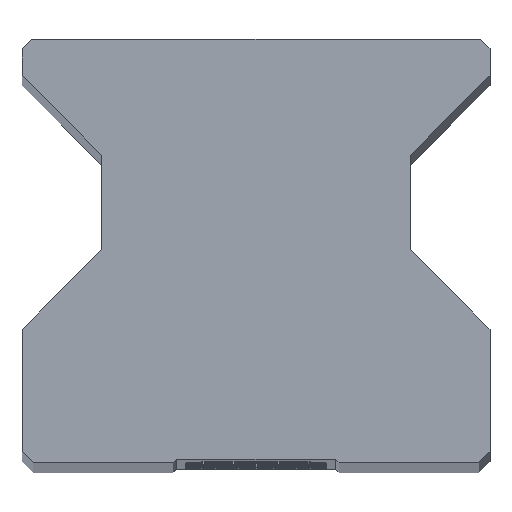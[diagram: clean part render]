
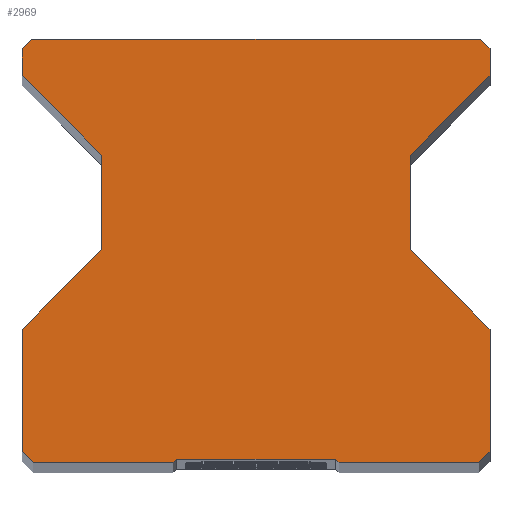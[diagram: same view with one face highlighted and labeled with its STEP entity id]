
A CAD part, top view. The second image highlights one B-rep face of the part: STEP entity #2969.
In plain terms, the highlighted planar face has unit normal (0, 0, 1).
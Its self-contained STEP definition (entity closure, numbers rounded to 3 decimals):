
#23 = CARTESIAN_POINT ( 'NONE',  ( 25.4, 24., 508. ) ) ;
#27 = ORIENTED_EDGE ( 'NONE', *, *, #1729, .F. ) ;
#62 = DIRECTION ( 'NONE',  ( 0.707, -0.707, 0. ) ) ;
#66 = EDGE_CURVE ( 'NONE', #199, #74, #2201, .T. ) ;
#74 = VERTEX_POINT ( 'NONE', #3180 ) ;
#77 = LINE ( 'NONE', #1080, #211 ) ;
#87 = EDGE_CURVE ( 'NONE', #1256, #2618, #3242, .T. ) ;
#125 = DIRECTION ( 'NONE',  ( -0.707, -0.707, 0. ) ) ;
#128 = LINE ( 'NONE', #1697, #1926 ) ;
#140 = LINE ( 'NONE', #1158, #2983 ) ;
#168 = DIRECTION ( 'NONE',  ( 0., 0., 1. ) ) ;
#190 = DIRECTION ( 'NONE',  ( 0., -1., 0. ) ) ;
#199 = VERTEX_POINT ( 'NONE', #2779 ) ;
#203 = VERTEX_POINT ( 'NONE', #2015 ) ;
#211 = VECTOR ( 'NONE', #62, 1000. ) ;
#239 = ORIENTED_EDGE ( 'NONE', *, *, #2518, .F. ) ;
#347 = LINE ( 'NONE', #1582, #2986 ) ;
#353 = VERTEX_POINT ( 'NONE', #1558 ) ;
#359 = VERTEX_POINT ( 'NONE', #1410 ) ;
#380 = CARTESIAN_POINT ( 'NONE',  ( 26.5, 22.9, 508. ) ) ;
#453 = VERTEX_POINT ( 'NONE', #473 ) ;
#473 = CARTESIAN_POINT ( 'NONE',  ( -26.5, 19.852, 508. ) ) ;
#476 = VECTOR ( 'NONE', #936, 1000. ) ;
#541 = DIRECTION ( 'NONE',  ( -0.707, 0.707, 0. ) ) ;
#637 = DIRECTION ( 'NONE',  ( 1., 0., 0. ) ) ;
#657 = LINE ( 'NONE', #2209, #2283 ) ;
#669 = EDGE_CURVE ( 'NONE', #700, #2337, #1929, .T. ) ;
#674 = DIRECTION ( 'NONE',  ( -1., 0., 0. ) ) ;
#689 = DIRECTION ( 'NONE',  ( -1., 0., 0. ) ) ;
#700 = VERTEX_POINT ( 'NONE', #3156 ) ;
#713 = LINE ( 'NONE', #725, #2726 ) ;
#725 = CARTESIAN_POINT ( 'NONE',  ( -26.5, -22.7, 508. ) ) ;
#726 = CARTESIAN_POINT ( 'NONE',  ( -25.4, 24., 508. ) ) ;
#759 = EDGE_CURVE ( 'NONE', #785, #3041, #657, .T. ) ;
#785 = VERTEX_POINT ( 'NONE', #1167 ) ;
#805 = ORIENTED_EDGE ( 'NONE', *, *, #926, .F. ) ;
#815 = VERTEX_POINT ( 'NONE', #2703 ) ;
#853 = CARTESIAN_POINT ( 'NONE',  ( 9.4, -24., 508. ) ) ;
#860 = DIRECTION ( 'NONE',  ( 0., -1., 0. ) ) ;
#890 = LINE ( 'NONE', #1128, #1010 ) ;
#926 = EDGE_CURVE ( 'NONE', #3009, #785, #1501, .T. ) ;
#936 = DIRECTION ( 'NONE',  ( -0.707, -0.707, 0. ) ) ;
#941 = CARTESIAN_POINT ( 'NONE',  ( -17.5, 0.148, 508. ) ) ;
#961 = AXIS2_PLACEMENT_3D ( 'NONE', #1407, #168, #637 ) ;
#962 = CARTESIAN_POINT ( 'NONE',  ( 26.5, 22.9, 508. ) ) ;
#973 = ORIENTED_EDGE ( 'NONE', *, *, #66, .F. ) ;
#974 = DIRECTION ( 'NONE',  ( 0., 1., 0. ) ) ;
#979 = ORIENTED_EDGE ( 'NONE', *, *, #2847, .F. ) ;
#1010 = VECTOR ( 'NONE', #125, 1000. ) ;
#1013 = ORIENTED_EDGE ( 'NONE', *, *, #1533, .F. ) ;
#1022 = CARTESIAN_POINT ( 'NONE',  ( -26.5, -8.852, 508. ) ) ;
#1040 = ORIENTED_EDGE ( 'NONE', *, *, #1235, .F. ) ;
#1080 = CARTESIAN_POINT ( 'NONE',  ( 17.5, 0.148, 508. ) ) ;
#1094 = CARTESIAN_POINT ( 'NONE',  ( -26.5, -8.852, 508. ) ) ;
#1100 = ORIENTED_EDGE ( 'NONE', *, *, #759, .F. ) ;
#1120 = DIRECTION ( 'NONE',  ( 0., 1., 0. ) ) ;
#1128 = CARTESIAN_POINT ( 'NONE',  ( 26.5, -22.7, 508. ) ) ;
#1136 = DIRECTION ( 'NONE',  ( 0., -1., 0. ) ) ;
#1142 = CARTESIAN_POINT ( 'NONE',  ( 9., -23.6, 508. ) ) ;
#1154 = CARTESIAN_POINT ( 'NONE',  ( -9.4, -24., 508. ) ) ;
#1158 = CARTESIAN_POINT ( 'NONE',  ( -26.5, 22.9, 508. ) ) ;
#1161 = CARTESIAN_POINT ( 'NONE',  ( -26.5, 22.9, 508. ) ) ;
#1167 = CARTESIAN_POINT ( 'NONE',  ( -25.2, -24., 508. ) ) ;
#1168 = FACE_OUTER_BOUND ( 'NONE', #1737, .T. ) ;
#1211 = LINE ( 'NONE', #941, #3144 ) ;
#1232 = ORIENTED_EDGE ( 'NONE', *, *, #3236, .F. ) ;
#1235 = EDGE_CURVE ( 'NONE', #1485, #3148, #3002, .T. ) ;
#1256 = VERTEX_POINT ( 'NONE', #1512 ) ;
#1322 = VECTOR ( 'NONE', #674, 1000. ) ;
#1323 = LINE ( 'NONE', #2341, #2937 ) ;
#1330 = ORIENTED_EDGE ( 'NONE', *, *, #2272, .F. ) ;
#1343 = CARTESIAN_POINT ( 'NONE',  ( 26.5, -22.7, 508. ) ) ;
#1405 = EDGE_CURVE ( 'NONE', #3148, #1779, #3101, .T. ) ;
#1407 = CARTESIAN_POINT ( 'NONE',  ( 0., 0.407, 508. ) ) ;
#1410 = CARTESIAN_POINT ( 'NONE',  ( -9., -23.6, 508. ) ) ;
#1441 = EDGE_CURVE ( 'NONE', #453, #2877, #1323, .T. ) ;
#1448 = CARTESIAN_POINT ( 'NONE',  ( 26.5, 19.852, 508. ) ) ;
#1485 = VERTEX_POINT ( 'NONE', #2564 ) ;
#1492 = ORIENTED_EDGE ( 'NONE', *, *, #3154, .F. ) ;
#1497 = DIRECTION ( 'NONE',  ( 1., 0., 0. ) ) ;
#1501 = LINE ( 'NONE', #2516, #3086 ) ;
#1512 = CARTESIAN_POINT ( 'NONE',  ( 25.2, -24., 508. ) ) ;
#1520 = EDGE_CURVE ( 'NONE', #1779, #199, #1628, .T. ) ;
#1533 = EDGE_CURVE ( 'NONE', #2337, #1256, #890, .T. ) ;
#1558 = CARTESIAN_POINT ( 'NONE',  ( -17.5, 10.852, 508. ) ) ;
#1582 = CARTESIAN_POINT ( 'NONE',  ( 9.4, -24., 508. ) ) ;
#1593 = VECTOR ( 'NONE', #1136, 1000. ) ;
#1618 = CARTESIAN_POINT ( 'NONE',  ( 25.4, 24., 508. ) ) ;
#1628 = LINE ( 'NONE', #380, #1712 ) ;
#1637 = CARTESIAN_POINT ( 'NONE',  ( -9., -23.6, 508. ) ) ;
#1662 = VECTOR ( 'NONE', #689, 1000. ) ;
#1678 = LINE ( 'NONE', #1637, #2501 ) ;
#1697 = CARTESIAN_POINT ( 'NONE',  ( -17.5, 10.852, 508. ) ) ;
#1705 = ORIENTED_EDGE ( 'NONE', *, *, #2372, .F. ) ;
#1706 = CARTESIAN_POINT ( 'NONE',  ( -26.5, -22.7, 508. ) ) ;
#1712 = VECTOR ( 'NONE', #860, 1000. ) ;
#1729 = EDGE_CURVE ( 'NONE', #203, #353, #1211, .T. ) ;
#1737 = EDGE_LOOP ( 'NONE', ( #1330, #2752, #1100, #805, #2281, #1705, #1492, #2086, #1013, #2131, #1232, #3073, #973, #2127, #2988, #1040, #239, #1938, #979, #27 ) ) ;
#1743 = DIRECTION ( 'NONE',  ( 0.707, 0.707, 0. ) ) ;
#1779 = VERTEX_POINT ( 'NONE', #962 ) ;
#1799 = DIRECTION ( 'NONE',  ( 0.707, -0.707, 0. ) ) ;
#1879 = VECTOR ( 'NONE', #190, 1000. ) ;
#1926 = VECTOR ( 'NONE', #1951, 1000. ) ;
#1929 = LINE ( 'NONE', #2160, #1593 ) ;
#1938 = ORIENTED_EDGE ( 'NONE', *, *, #1441, .F. ) ;
#1951 = DIRECTION ( 'NONE',  ( -0.707, 0.707, 0. ) ) ;
#1984 = VECTOR ( 'NONE', #2050, 1000. ) ;
#1994 = DIRECTION ( 'NONE',  ( -1., 0., 0. ) ) ;
#2015 = CARTESIAN_POINT ( 'NONE',  ( -17.5, 0.148, 508. ) ) ;
#2034 = LINE ( 'NONE', #1022, #1984 ) ;
#2050 = DIRECTION ( 'NONE',  ( 0.707, 0.707, 0. ) ) ;
#2086 = ORIENTED_EDGE ( 'NONE', *, *, #87, .F. ) ;
#2118 = EDGE_CURVE ( 'NONE', #74, #2565, #2476, .T. ) ;
#2127 = ORIENTED_EDGE ( 'NONE', *, *, #1520, .F. ) ;
#2131 = ORIENTED_EDGE ( 'NONE', *, *, #669, .F. ) ;
#2160 = CARTESIAN_POINT ( 'NONE',  ( 26.5, -8.852, 508. ) ) ;
#2189 = VECTOR ( 'NONE', #1497, 1000. ) ;
#2201 = LINE ( 'NONE', #1448, #476 ) ;
#2204 = EDGE_CURVE ( 'NONE', #3041, #3252, #713, .T. ) ;
#2209 = CARTESIAN_POINT ( 'NONE',  ( -25.2, -24., 508. ) ) ;
#2272 = EDGE_CURVE ( 'NONE', #3252, #203, #2034, .T. ) ;
#2281 = ORIENTED_EDGE ( 'NONE', *, *, #2700, .F. ) ;
#2283 = VECTOR ( 'NONE', #2918, 1000. ) ;
#2311 = DIRECTION ( 'NONE',  ( 0., 1., 0. ) ) ;
#2337 = VERTEX_POINT ( 'NONE', #1343 ) ;
#2341 = CARTESIAN_POINT ( 'NONE',  ( -26.5, 19.852, 508. ) ) ;
#2372 = EDGE_CURVE ( 'NONE', #815, #359, #2976, .T. ) ;
#2399 = VECTOR ( 'NONE', #1799, 1000. ) ;
#2424 = DIRECTION ( 'NONE',  ( -0.707, -0.707, 0. ) ) ;
#2476 = LINE ( 'NONE', #2684, #1879 ) ;
#2501 = VECTOR ( 'NONE', #2424, 1000. ) ;
#2516 = CARTESIAN_POINT ( 'NONE',  ( -9.4, -24., 508. ) ) ;
#2518 = EDGE_CURVE ( 'NONE', #2877, #1485, #140, .T. ) ;
#2564 = CARTESIAN_POINT ( 'NONE',  ( -25.4, 24., 508. ) ) ;
#2565 = VERTEX_POINT ( 'NONE', #3045 ) ;
#2618 = VERTEX_POINT ( 'NONE', #853 ) ;
#2653 = PLANE ( 'NONE',  #961 ) ;
#2684 = CARTESIAN_POINT ( 'NONE',  ( 17.5, 10.852, 508. ) ) ;
#2700 = EDGE_CURVE ( 'NONE', #359, #3009, #1678, .T. ) ;
#2703 = CARTESIAN_POINT ( 'NONE',  ( 9., -23.6, 508. ) ) ;
#2726 = VECTOR ( 'NONE', #974, 1000. ) ;
#2752 = ORIENTED_EDGE ( 'NONE', *, *, #2204, .F. ) ;
#2779 = CARTESIAN_POINT ( 'NONE',  ( 26.5, 19.852, 508. ) ) ;
#2847 = EDGE_CURVE ( 'NONE', #353, #453, #128, .T. ) ;
#2877 = VERTEX_POINT ( 'NONE', #1161 ) ;
#2918 = DIRECTION ( 'NONE',  ( -0.707, 0.707, 0. ) ) ;
#2937 = VECTOR ( 'NONE', #2311, 1000. ) ;
#2969 = ADVANCED_FACE ( 'NONE', ( #1168 ), #2653, .T. ) ;
#2976 = LINE ( 'NONE', #1142, #1662 ) ;
#2983 = VECTOR ( 'NONE', #1743, 1000. ) ;
#2986 = VECTOR ( 'NONE', #541, 1000. ) ;
#2988 = ORIENTED_EDGE ( 'NONE', *, *, #1405, .F. ) ;
#3002 = LINE ( 'NONE', #726, #2189 ) ;
#3009 = VERTEX_POINT ( 'NONE', #1154 ) ;
#3041 = VERTEX_POINT ( 'NONE', #1706 ) ;
#3045 = CARTESIAN_POINT ( 'NONE',  ( 17.5, 0.148, 508. ) ) ;
#3073 = ORIENTED_EDGE ( 'NONE', *, *, #2118, .F. ) ;
#3086 = VECTOR ( 'NONE', #1994, 1000. ) ;
#3101 = LINE ( 'NONE', #23, #2399 ) ;
#3144 = VECTOR ( 'NONE', #1120, 1000. ) ;
#3148 = VERTEX_POINT ( 'NONE', #1618 ) ;
#3154 = EDGE_CURVE ( 'NONE', #2618, #815, #347, .T. ) ;
#3156 = CARTESIAN_POINT ( 'NONE',  ( 26.5, -8.852, 508. ) ) ;
#3180 = CARTESIAN_POINT ( 'NONE',  ( 17.5, 10.852, 508. ) ) ;
#3195 = CARTESIAN_POINT ( 'NONE',  ( 25.2, -24., 508. ) ) ;
#3236 = EDGE_CURVE ( 'NONE', #2565, #700, #77, .T. ) ;
#3242 = LINE ( 'NONE', #3195, #1322 ) ;
#3252 = VERTEX_POINT ( 'NONE', #1094 ) ;
